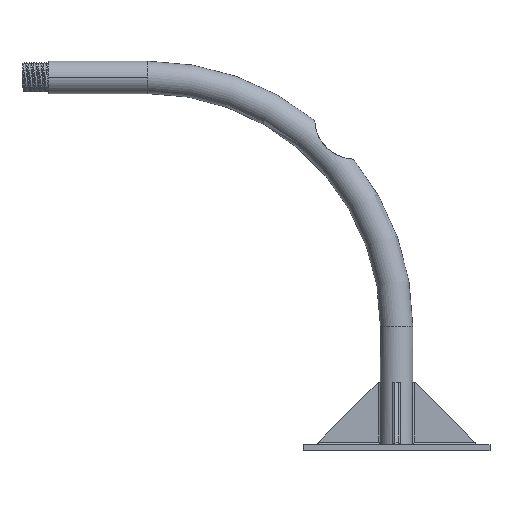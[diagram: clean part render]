
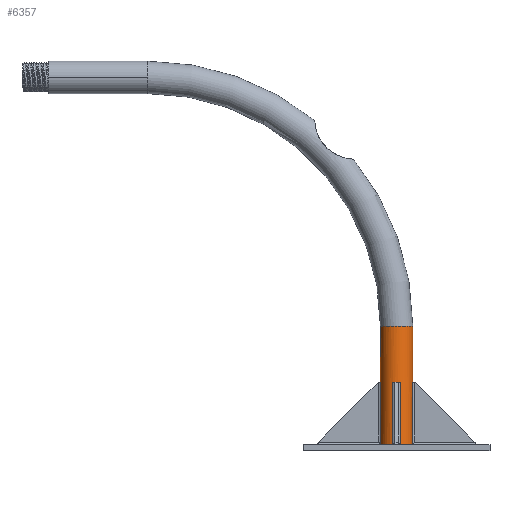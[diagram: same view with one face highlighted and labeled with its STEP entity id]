
A CAD part, front view. The second image highlights one B-rep face of the part: STEP entity #6357.
In plain terms, the highlighted cylindrical face has radius 13 mm (diameter 26 mm), a partial arc.
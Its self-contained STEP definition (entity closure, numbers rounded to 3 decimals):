
#33 = CIRCLE ( 'NONE', #2617, 13. ) ;
#40 = ORIENTED_EDGE ( 'NONE', *, *, #4675, .T. ) ;
#53 = CARTESIAN_POINT ( 'NONE',  ( 0., 0., 5. ) ) ;
#69 = VERTEX_POINT ( 'NONE', #2741 ) ;
#80 = CARTESIAN_POINT ( 'NONE',  ( -3.033, -12.641, 55. ) ) ;
#148 = EDGE_CURVE ( 'NONE', #1884, #1719, #402, .T. ) ;
#209 = VERTEX_POINT ( 'NONE', #3215 ) ;
#278 = CARTESIAN_POINT ( 'NONE',  ( 0., 0., 100. ) ) ;
#321 = CARTESIAN_POINT ( 'NONE',  ( 0., 0., 55. ) ) ;
#402 = LINE ( 'NONE', #2211, #2841 ) ;
#444 = CARTESIAN_POINT ( 'NONE',  ( -12.641, -3.033, 100. ) ) ;
#487 = CARTESIAN_POINT ( 'NONE',  ( 12.564, -3.343, 5. ) ) ;
#499 = CARTESIAN_POINT ( 'NONE',  ( -3.188, -12.604, 5.018 ) ) ;
#590 = CARTESIAN_POINT ( 'NONE',  ( -3.5, -12.52, 5. ) ) ;
#719 = CARTESIAN_POINT ( 'NONE',  ( 12.641, -3.033, 5.055 ) ) ;
#723 = ORIENTED_EDGE ( 'NONE', *, *, #5456, .T. ) ;
#785 = CARTESIAN_POINT ( 'NONE',  ( 3.033, -12.641, 5.055 ) ) ;
#794 = AXIS2_PLACEMENT_3D ( 'NONE', #321, #4360, #1337 ) ;
#812 = DIRECTION ( 'NONE',  ( 0., 0., 1. ) ) ;
#844 = DIRECTION ( 'NONE',  ( 0., 0., -1. ) ) ;
#861 = EDGE_CURVE ( 'NONE', #2847, #5985, #1047, .T. ) ;
#984 = CARTESIAN_POINT ( 'NONE',  ( -13., 0., 55. ) ) ;
#1047 = LINE ( 'NONE', #4800, #3489 ) ;
#1144 = CARTESIAN_POINT ( 'NONE',  ( -12.604, -3.188, 5.018 ) ) ;
#1147 = EDGE_LOOP ( 'NONE', ( #5883, #1311, #4416, #2445, #3977, #3183, #6497, #1410, #6063, #723, #2212, #5131, #4482, #40, #2673, #3622 ) ) ;
#1260 = VERTEX_POINT ( 'NONE', #2846 ) ;
#1268 = EDGE_CURVE ( 'NONE', #5089, #1260, #5933, .T. ) ;
#1311 = ORIENTED_EDGE ( 'NONE', *, *, #1667, .T. ) ;
#1314 = DIRECTION ( 'NONE',  ( 0., 0., 1. ) ) ;
#1337 = DIRECTION ( 'NONE',  ( -1., 0., 0. ) ) ;
#1407 = EDGE_CURVE ( 'NONE', #2354, #3668, #6091, .T. ) ;
#1410 = ORIENTED_EDGE ( 'NONE', *, *, #3696, .T. ) ;
#1490 = CARTESIAN_POINT ( 'NONE',  ( 0., 0., 100. ) ) ;
#1533 = VERTEX_POINT ( 'NONE', #5467 ) ;
#1615 = EDGE_CURVE ( 'NONE', #5936, #4492, #3970, .T. ) ;
#1667 = EDGE_CURVE ( 'NONE', #1533, #5936, #3663, .T. ) ;
#1719 = VERTEX_POINT ( 'NONE', #80 ) ;
#1884 = VERTEX_POINT ( 'NONE', #2134 ) ;
#1930 = B_SPLINE_CURVE_WITH_KNOTS ( 'NONE', 3,
 ( #4165, #1144, #6236, #6258 ),
 .UNSPECIFIED., .F., .F.,
 ( 4, 4 ),
 ( 0., 0. ),
 .UNSPECIFIED. ) ;
#2089 = CIRCLE ( 'NONE', #2665, 13. ) ;
#2108 = AXIS2_PLACEMENT_3D ( 'NONE', #53, #4599, #6107 ) ;
#2116 = AXIS2_PLACEMENT_3D ( 'NONE', #278, #844, #3872 ) ;
#2134 = CARTESIAN_POINT ( 'NONE',  ( -3.033, -12.641, 5.055 ) ) ;
#2211 = CARTESIAN_POINT ( 'NONE',  ( -3.033, -12.641, 100. ) ) ;
#2212 = ORIENTED_EDGE ( 'NONE', *, *, #4784, .T. ) ;
#2292 = B_SPLINE_CURVE_WITH_KNOTS ( 'NONE', 3,
 ( #3121, #487, #6165, #2629 ),
 .UNSPECIFIED., .F., .F.,
 ( 4, 4 ),
 ( 0., 0. ),
 .UNSPECIFIED. ) ;
#2354 = VERTEX_POINT ( 'NONE', #4979 ) ;
#2445 = ORIENTED_EDGE ( 'NONE', *, *, #5408, .T. ) ;
#2572 = CARTESIAN_POINT ( 'NONE',  ( -3.033, -12.641, 5.055 ) ) ;
#2617 = AXIS2_PLACEMENT_3D ( 'NONE', #5820, #1314, #3825 ) ;
#2629 = CARTESIAN_POINT ( 'NONE',  ( 12.641, -3.033, 5.055 ) ) ;
#2636 = CARTESIAN_POINT ( 'NONE',  ( 0., 0., 55. ) ) ;
#2651 = AXIS2_PLACEMENT_3D ( 'NONE', #2963, #2912, #4999 ) ;
#2665 = AXIS2_PLACEMENT_3D ( 'NONE', #2636, #3631, #6237 ) ;
#2673 = ORIENTED_EDGE ( 'NONE', *, *, #861, .T. ) ;
#2702 = CARTESIAN_POINT ( 'NONE',  ( -12.641, -3.033, 55. ) ) ;
#2741 = CARTESIAN_POINT ( 'NONE',  ( -12.641, -3.033, 5.055 ) ) ;
#2841 = VECTOR ( 'NONE', #5726, 1000. ) ;
#2846 = CARTESIAN_POINT ( 'NONE',  ( 3.5, -12.52, 5. ) ) ;
#2847 = VERTEX_POINT ( 'NONE', #719 ) ;
#2863 = VECTOR ( 'NONE', #4197, 1000. ) ;
#2870 = CARTESIAN_POINT ( 'NONE',  ( 3.343, -12.564, 5. ) ) ;
#2912 = DIRECTION ( 'NONE',  ( 0., 0., -1. ) ) ;
#2963 = CARTESIAN_POINT ( 'NONE',  ( 0., 0., 5. ) ) ;
#2965 = CARTESIAN_POINT ( 'NONE',  ( 12.52, -3.5, 5. ) ) ;
#3043 = VECTOR ( 'NONE', #3440, 1000. ) ;
#3121 = CARTESIAN_POINT ( 'NONE',  ( 12.52, -3.5, 5. ) ) ;
#3183 = ORIENTED_EDGE ( 'NONE', *, *, #3231, .T. ) ;
#3202 = VECTOR ( 'NONE', #6400, 1000. ) ;
#3215 = CARTESIAN_POINT ( 'NONE',  ( 13., 0., 55. ) ) ;
#3231 = EDGE_CURVE ( 'NONE', #69, #3668, #1930, .T. ) ;
#3311 = B_SPLINE_CURVE_WITH_KNOTS ( 'NONE', 3,
 ( #590, #6528, #499, #2572 ),
 .UNSPECIFIED., .F., .F.,
 ( 4, 4 ),
 ( 0., 0. ),
 .UNSPECIFIED. ) ;
#3317 = VERTEX_POINT ( 'NONE', #3714 ) ;
#3367 = VERTEX_POINT ( 'NONE', #2702 ) ;
#3376 = CARTESIAN_POINT ( 'NONE',  ( 3.5, -12.52, 5. ) ) ;
#3400 = CIRCLE ( 'NONE', #2108, 13. ) ;
#3440 = DIRECTION ( 'NONE',  ( 0., 0., -1. ) ) ;
#3489 = VECTOR ( 'NONE', #812, 1000. ) ;
#3586 = DIRECTION ( 'NONE',  ( -1., 0., 0. ) ) ;
#3607 = EDGE_CURVE ( 'NONE', #5224, #1260, #3400, .T. ) ;
#3608 = CARTESIAN_POINT ( 'NONE',  ( -13., 0., 100. ) ) ;
#3622 = ORIENTED_EDGE ( 'NONE', *, *, #6010, .T. ) ;
#3631 = DIRECTION ( 'NONE',  ( 0., 0., 1. ) ) ;
#3663 = CIRCLE ( 'NONE', #6014, 13. ) ;
#3668 = VERTEX_POINT ( 'NONE', #6041 ) ;
#3687 = CARTESIAN_POINT ( 'NONE',  ( 3.033, -12.641, 100. ) ) ;
#3696 = EDGE_CURVE ( 'NONE', #2354, #1884, #3311, .T. ) ;
#3714 = CARTESIAN_POINT ( 'NONE',  ( 3.033, -12.641, 55. ) ) ;
#3825 = DIRECTION ( 'NONE',  ( -1., 0., 0. ) ) ;
#3872 = DIRECTION ( 'NONE',  ( -1., 0., 0. ) ) ;
#3935 = EDGE_CURVE ( 'NONE', #1533, #209, #4537, .T. ) ;
#3970 = LINE ( 'NONE', #3608, #5164 ) ;
#3977 = ORIENTED_EDGE ( 'NONE', *, *, #3995, .T. ) ;
#3995 = EDGE_CURVE ( 'NONE', #3367, #69, #4624, .T. ) ;
#4057 = CIRCLE ( 'NONE', #794, 13. ) ;
#4097 = DIRECTION ( 'NONE',  ( 0., 0., -1. ) ) ;
#4119 = CARTESIAN_POINT ( 'NONE',  ( -13., 0., 100. ) ) ;
#4133 = FACE_OUTER_BOUND ( 'NONE', #1147, .T. ) ;
#4165 = CARTESIAN_POINT ( 'NONE',  ( -12.641, -3.033, 5.055 ) ) ;
#4197 = DIRECTION ( 'NONE',  ( 0., 0., -1. ) ) ;
#4360 = DIRECTION ( 'NONE',  ( 0., 0., 1. ) ) ;
#4416 = ORIENTED_EDGE ( 'NONE', *, *, #1615, .T. ) ;
#4482 = ORIENTED_EDGE ( 'NONE', *, *, #3607, .F. ) ;
#4492 = VERTEX_POINT ( 'NONE', #984 ) ;
#4537 = LINE ( 'NONE', #5460, #3202 ) ;
#4599 = DIRECTION ( 'NONE',  ( 0., 0., -1. ) ) ;
#4624 = LINE ( 'NONE', #444, #3043 ) ;
#4675 = EDGE_CURVE ( 'NONE', #5224, #2847, #2292, .T. ) ;
#4761 = LINE ( 'NONE', #3687, #2863 ) ;
#4767 = CARTESIAN_POINT ( 'NONE',  ( 12.641, -3.033, 55. ) ) ;
#4784 = EDGE_CURVE ( 'NONE', #3317, #5089, #4761, .T. ) ;
#4800 = CARTESIAN_POINT ( 'NONE',  ( 12.641, -3.033, 100. ) ) ;
#4823 = CYLINDRICAL_SURFACE ( 'NONE', #2116, 13. ) ;
#4979 = CARTESIAN_POINT ( 'NONE',  ( -3.5, -12.52, 5. ) ) ;
#4999 = DIRECTION ( 'NONE',  ( -1., 0., 0. ) ) ;
#5089 = VERTEX_POINT ( 'NONE', #785 ) ;
#5131 = ORIENTED_EDGE ( 'NONE', *, *, #1268, .T. ) ;
#5164 = VECTOR ( 'NONE', #4097, 1000. ) ;
#5224 = VERTEX_POINT ( 'NONE', #2965 ) ;
#5408 = EDGE_CURVE ( 'NONE', #4492, #3367, #33, .T. ) ;
#5456 = EDGE_CURVE ( 'NONE', #1719, #3317, #4057, .T. ) ;
#5460 = CARTESIAN_POINT ( 'NONE',  ( 13., 0., 100. ) ) ;
#5467 = CARTESIAN_POINT ( 'NONE',  ( 13., 0., 100. ) ) ;
#5726 = DIRECTION ( 'NONE',  ( 0., 0., 1. ) ) ;
#5820 = CARTESIAN_POINT ( 'NONE',  ( 0., 0., 55. ) ) ;
#5853 = CARTESIAN_POINT ( 'NONE',  ( 3.033, -12.641, 5.055 ) ) ;
#5883 = ORIENTED_EDGE ( 'NONE', *, *, #3935, .F. ) ;
#5933 = B_SPLINE_CURVE_WITH_KNOTS ( 'NONE', 3,
 ( #5853, #6363, #2870, #3376 ),
 .UNSPECIFIED., .F., .F.,
 ( 4, 4 ),
 ( 0., 0. ),
 .UNSPECIFIED. ) ;
#5936 = VERTEX_POINT ( 'NONE', #4119 ) ;
#5985 = VERTEX_POINT ( 'NONE', #4767 ) ;
#6010 = EDGE_CURVE ( 'NONE', #5985, #209, #2089, .T. ) ;
#6014 = AXIS2_PLACEMENT_3D ( 'NONE', #1490, #6044, #3586 ) ;
#6041 = CARTESIAN_POINT ( 'NONE',  ( -12.52, -3.5, 5. ) ) ;
#6044 = DIRECTION ( 'NONE',  ( 0., 0., -1. ) ) ;
#6063 = ORIENTED_EDGE ( 'NONE', *, *, #148, .T. ) ;
#6091 = CIRCLE ( 'NONE', #2651, 13. ) ;
#6107 = DIRECTION ( 'NONE',  ( -1., 0., 0. ) ) ;
#6165 = CARTESIAN_POINT ( 'NONE',  ( 12.604, -3.188, 5.018 ) ) ;
#6236 = CARTESIAN_POINT ( 'NONE',  ( -12.564, -3.343, 5. ) ) ;
#6237 = DIRECTION ( 'NONE',  ( -1., 0., 0. ) ) ;
#6258 = CARTESIAN_POINT ( 'NONE',  ( -12.52, -3.5, 5. ) ) ;
#6357 = ADVANCED_FACE ( 'NONE', ( #4133 ), #4823, .T. ) ;
#6363 = CARTESIAN_POINT ( 'NONE',  ( 3.188, -12.604, 5.018 ) ) ;
#6400 = DIRECTION ( 'NONE',  ( 0., 0., -1. ) ) ;
#6497 = ORIENTED_EDGE ( 'NONE', *, *, #1407, .F. ) ;
#6528 = CARTESIAN_POINT ( 'NONE',  ( -3.343, -12.564, 5. ) ) ;
